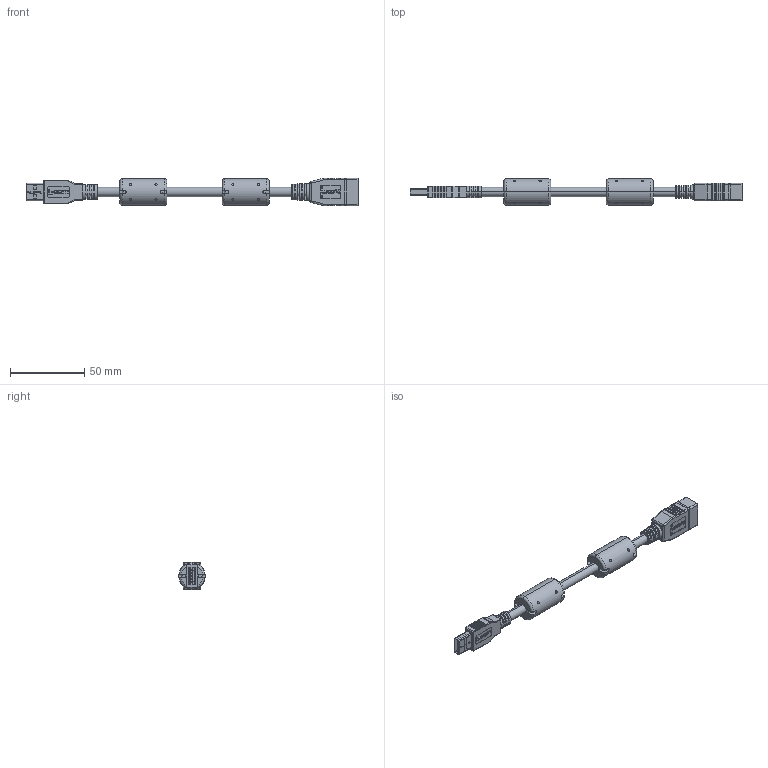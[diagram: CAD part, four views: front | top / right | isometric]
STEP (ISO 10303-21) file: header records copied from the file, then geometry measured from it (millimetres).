
FILE_DESCRIPTION (( 'STEP AP214' ), '1' );
FILE_NAME ('U3A00090.STEP', '2018-05-23T11:53:48', ( '' ), ( '' ), 'SwSTEP 2.0', 'SolidWorks 2017', '' );
FILE_SCHEMA (( 'AUTOMOTIVE_DESIGN' ));
Length unit declared in the file: inch
Products named in the file (20): MTN-(USB3.0 STD A F END PREMOLD; 1AA05-047___; MTN-594_6.2MM OD; MTN-286_1AM07-048 FERRITE; MTN-595; MTN-593; U3A00090; U3A00090-MA1; MTN-286___; MTN-929_WITHOUT CBL; 1AM07-048; 1AA05-046-MA1; MTN-929_no locking, 5.5mm OD; 1AA05-046-MA3; 1AA05-047-MA1___; 1AA05-047-MA2___; 1AA05-046-MA2_Without Crimp; MTN-594_OD6.2mm; MTN-931_no locking
Assembly tree (20 placements, depth 5):
  U3A00090
    U3A00090-MA1
    MTN-594_OD6.2mm
      MTN-593
        1AA05-046-MA3
        MTN-593
      1AA05-046-MA1
      1AA05-046-MA2_Without Crimp
      MTN-594_6.2MM OD
    MTN-929_no locking, 5.5mm OD
      MTN-595
        1AA05-047___
          1AA05-047-MA2___
          1AA05-047-MA1___
        MTN-(USB3.0 STD A F END PREMOLD
      MTN-931_no locking
      MTN-929_WITHOUT CBL
    MTN-286_1AM07-048 FERRITE  x2
      MTN-286___
      1AM07-048
Bounding box: 223.2 x 17.7 x 18.2 mm (x, y, z)
Volume: 28297.7 mm3; surface area: 28561.3 mm2
Topology: 29 solids, 29 shells, 2836 faces, 7739 edges, 5032 vertices
Faces by surface type: plane 1846, cylinder 650, bspline 250, torus 50, sphere 38, cone 2
Entity records: 105532 total; most frequent: CARTESIAN_POINT 30988, ORIENTED_EDGE 14998, DIRECTION 12889, EDGE_CURVE 7499, VECTOR 5431, LINE 5431, VERTEX_POINT 4904, AXIS2_PLACEMENT_3D 3729
